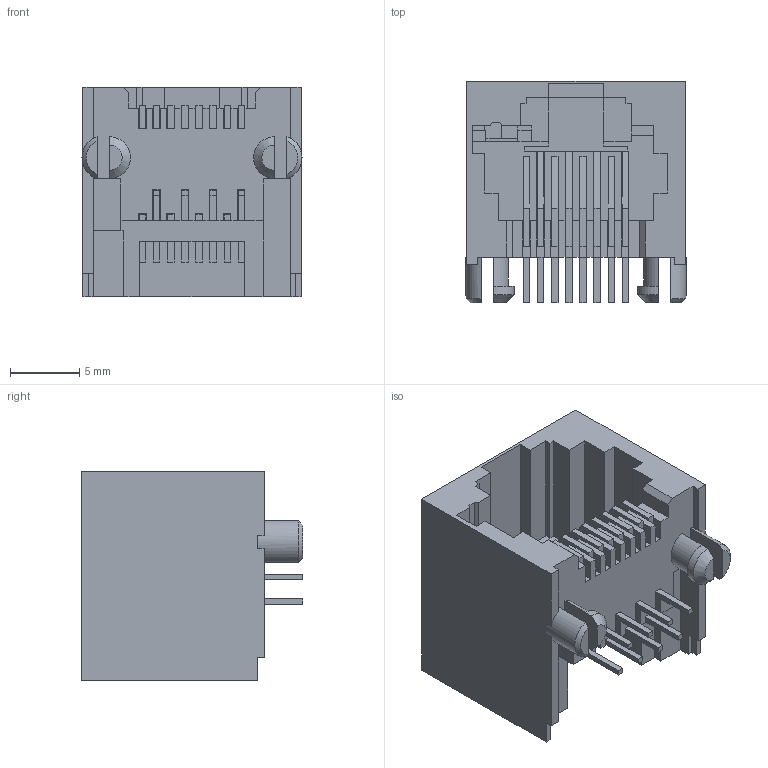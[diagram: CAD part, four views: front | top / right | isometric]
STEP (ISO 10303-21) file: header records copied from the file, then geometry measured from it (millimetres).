
FILE_DESCRIPTION((''),'2;1');
FILE_NAME('446200001','2015-08-28T',('me'),(''),'PRO/ENGINEER BY PARAMETRIC TECHNOLOGY CORPORATION, 2011490','PRO/ENGINEER BY PARAMETRIC TECHNOLOGY CORPORATION, 2011490','');
FILE_SCHEMA(('CONFIG_CONTROL_DESIGN'));
Length unit declared in the file: inch
Products named in the file (1): 446200001
Bounding box: 15.88 x 16 x 15.11 mm (x, y, z)
Volume: 1726.8 mm3; surface area: 2429.4 mm2
Topology: 1 solids, 1 shells, 425 faces, 1265 edges, 840 vertices
Faces by surface type: plane 415, cylinder 6, cone 4
Entity records: 14070 total; most frequent: CARTESIAN_POINT 2531, ORIENTED_EDGE 2490, DIRECTION 2157, EDGE_CURVE 1245, VECTOR 1217, LINE 1217, VERTEX_POINT 820, AXIS2_PLACEMENT_3D 470
